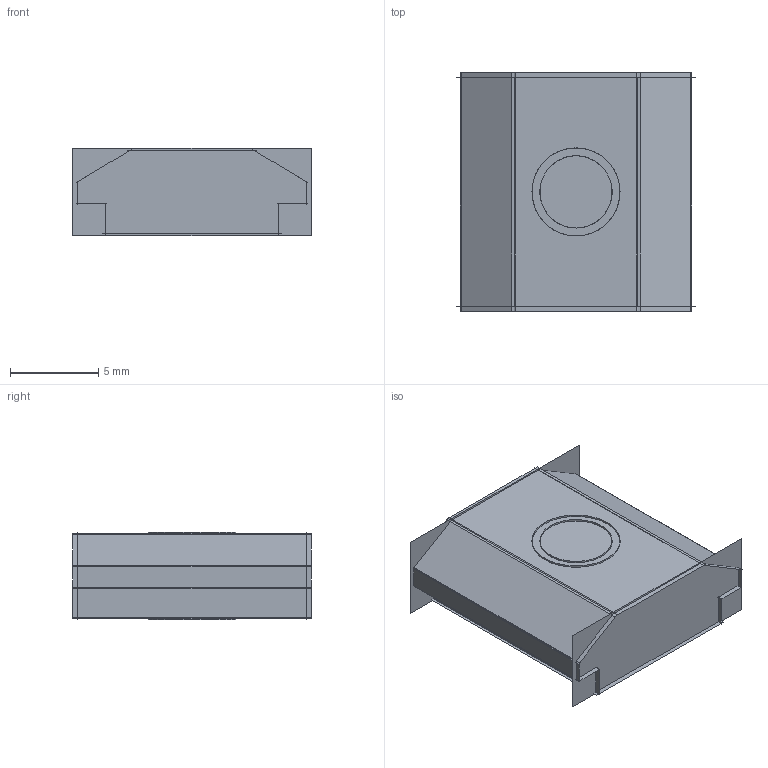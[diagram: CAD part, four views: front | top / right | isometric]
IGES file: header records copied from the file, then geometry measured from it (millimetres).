
Start section:  PTC IGES file: 215076.igs
Global section: file name: 215076.igs; native system: Creo Parametric by PTC Inc.; preprocessor: 2018300; author: pdmadmin; organization: Unknown; date: 20191122.104252; units: millimetre
Bounding box: 13.52 x 13.52 x 4.94 mm (x, y, z)
Volume: 599.1 mm3; surface area: 2814.9 mm2
Topology: 1 solids, 2 shells, 32 faces, 164 edges, 208 vertices
Faces by surface type: bspline 24, revolution 8
